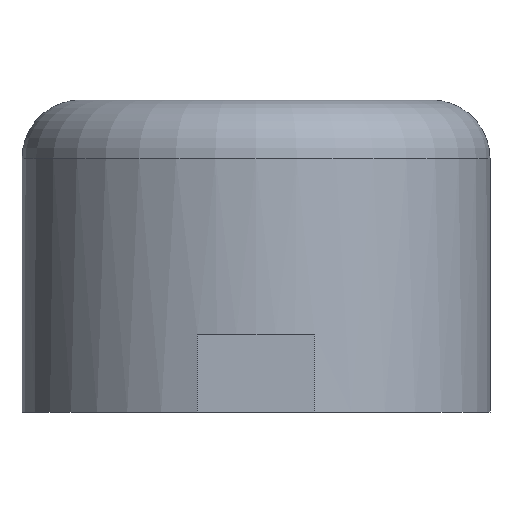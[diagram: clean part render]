
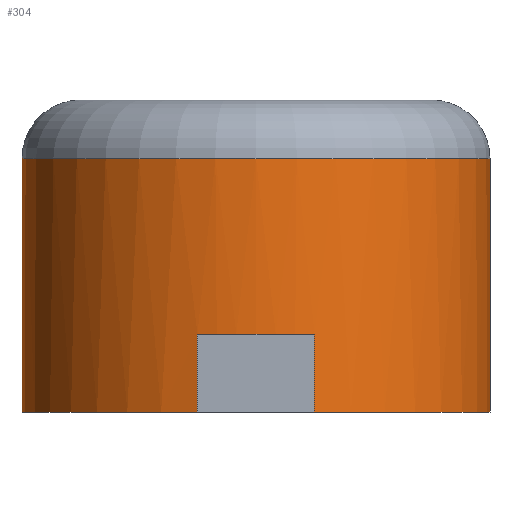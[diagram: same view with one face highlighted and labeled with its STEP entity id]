
A CAD part, left-side view. The second image highlights one B-rep face of the part: STEP entity #304.
In plain terms, the highlighted cylindrical face has radius 3 mm (diameter 6 mm), a full revolution.
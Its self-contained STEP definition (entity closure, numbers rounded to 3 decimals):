
#16=CYLINDRICAL_SURFACE('',#339,3.);
#20=CIRCLE('',#338,3.);
#21=CIRCLE('',#340,3.);
#22=CIRCLE('',#341,3.);
#23=CIRCLE('',#342,3.);
#24=CIRCLE('',#343,3.);
#25=CIRCLE('',#344,3.);
#34=FACE_OUTER_BOUND('',#52,.T.);
#52=EDGE_LOOP('',(#216,#217,#218,#219,#220,#221,#222,#223,#224,#225,#226,
#227));
#76=LINE('',#476,#107);
#77=LINE('',#480,#108);
#78=LINE('',#484,#109);
#79=LINE('',#488,#110);
#80=LINE('',#492,#111);
#107=VECTOR('',#388,3.);
#108=VECTOR('',#391,10.);
#109=VECTOR('',#394,10.);
#110=VECTOR('',#397,10.);
#111=VECTOR('',#400,10.);
#136=VERTEX_POINT('',#471);
#137=VERTEX_POINT('',#475);
#138=VERTEX_POINT('',#477);
#139=VERTEX_POINT('',#479);
#140=VERTEX_POINT('',#481);
#141=VERTEX_POINT('',#483);
#142=VERTEX_POINT('',#485);
#143=VERTEX_POINT('',#487);
#144=VERTEX_POINT('',#489);
#145=VERTEX_POINT('',#491);
#167=EDGE_CURVE('',#136,#136,#20,.T.);
#168=EDGE_CURVE('',#136,#137,#76,.T.);
#169=EDGE_CURVE('',#137,#138,#21,.T.);
#170=EDGE_CURVE('',#138,#139,#77,.T.);
#171=EDGE_CURVE('',#139,#140,#22,.T.);
#172=EDGE_CURVE('',#140,#141,#78,.T.);
#173=EDGE_CURVE('',#141,#142,#23,.T.);
#174=EDGE_CURVE('',#142,#143,#79,.T.);
#175=EDGE_CURVE('',#143,#144,#24,.T.);
#176=EDGE_CURVE('',#144,#145,#80,.T.);
#177=EDGE_CURVE('',#145,#137,#25,.T.);
#216=ORIENTED_EDGE('',*,*,#167,.F.);
#217=ORIENTED_EDGE('',*,*,#168,.T.);
#218=ORIENTED_EDGE('',*,*,#169,.T.);
#219=ORIENTED_EDGE('',*,*,#170,.T.);
#220=ORIENTED_EDGE('',*,*,#171,.T.);
#221=ORIENTED_EDGE('',*,*,#172,.T.);
#222=ORIENTED_EDGE('',*,*,#173,.T.);
#223=ORIENTED_EDGE('',*,*,#174,.T.);
#224=ORIENTED_EDGE('',*,*,#175,.T.);
#225=ORIENTED_EDGE('',*,*,#176,.T.);
#226=ORIENTED_EDGE('',*,*,#177,.T.);
#227=ORIENTED_EDGE('',*,*,#168,.F.);
#304=ADVANCED_FACE('',(#34),#16,.T.);
#338=AXIS2_PLACEMENT_3D('',#473,#384,#385);
#339=AXIS2_PLACEMENT_3D('',#474,#386,#387);
#340=AXIS2_PLACEMENT_3D('',#478,#389,#390);
#341=AXIS2_PLACEMENT_3D('',#482,#392,#393);
#342=AXIS2_PLACEMENT_3D('',#486,#395,#396);
#343=AXIS2_PLACEMENT_3D('',#490,#398,#399);
#344=AXIS2_PLACEMENT_3D('',#493,#401,#402);
#384=DIRECTION('center_axis',(0.,0.,1.));
#385=DIRECTION('ref_axis',(1.,0.,0.));
#386=DIRECTION('center_axis',(0.,0.,1.));
#387=DIRECTION('ref_axis',(1.,0.,0.));
#388=DIRECTION('',(0.,0.,-1.));
#389=DIRECTION('center_axis',(0.,0.,1.));
#390=DIRECTION('ref_axis',(1.,0.,0.));
#391=DIRECTION('',(0.,0.,-1.));
#392=DIRECTION('center_axis',(0.,0.,1.));
#393=DIRECTION('ref_axis',(1.,0.,0.));
#394=DIRECTION('',(0.,0.,1.));
#395=DIRECTION('center_axis',(0.,0.,1.));
#396=DIRECTION('ref_axis',(1.,0.,0.));
#397=DIRECTION('',(0.,0.,-1.));
#398=DIRECTION('center_axis',(0.,0.,1.));
#399=DIRECTION('ref_axis',(1.,0.,0.));
#400=DIRECTION('',(0.,0.,1.));
#401=DIRECTION('center_axis',(0.,0.,1.));
#402=DIRECTION('ref_axis',(1.,0.,0.));
#471=CARTESIAN_POINT('',(-3.,0.,3.25));
#473=CARTESIAN_POINT('Origin',(0.,0.,3.25));
#474=CARTESIAN_POINT('Origin',(0.,0.,0.));
#475=CARTESIAN_POINT('',(-3.,0.,1.));
#476=CARTESIAN_POINT('',(-3.,0.,0.));
#477=CARTESIAN_POINT('',(-2.905,-0.75,1.));
#478=CARTESIAN_POINT('Origin',(0.,0.,1.));
#479=CARTESIAN_POINT('',(-2.905,-0.75,0.));
#480=CARTESIAN_POINT('',(-2.905,-0.75,0.));
#481=CARTESIAN_POINT('',(2.905,-0.75,0.));
#482=CARTESIAN_POINT('Origin',(0.,0.,0.));
#483=CARTESIAN_POINT('',(2.905,-0.75,1.));
#484=CARTESIAN_POINT('',(2.905,-0.75,0.));
#485=CARTESIAN_POINT('',(2.905,0.75,1.));
#486=CARTESIAN_POINT('Origin',(0.,0.,1.));
#487=CARTESIAN_POINT('',(2.905,0.75,0.));
#488=CARTESIAN_POINT('',(2.905,0.75,0.));
#489=CARTESIAN_POINT('',(-2.905,0.75,0.));
#490=CARTESIAN_POINT('Origin',(0.,0.,0.));
#491=CARTESIAN_POINT('',(-2.905,0.75,1.));
#492=CARTESIAN_POINT('',(-2.905,0.75,0.));
#493=CARTESIAN_POINT('Origin',(0.,0.,1.));
